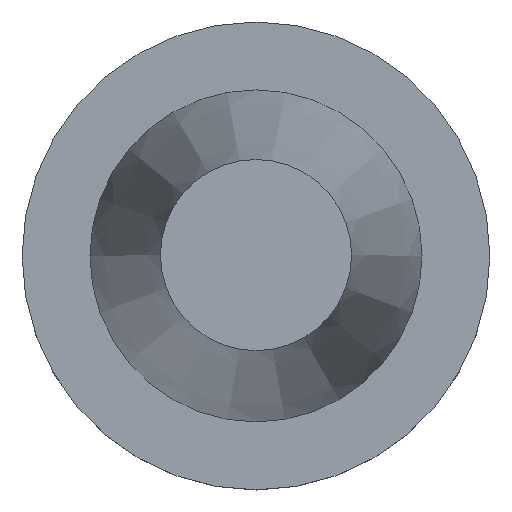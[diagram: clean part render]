
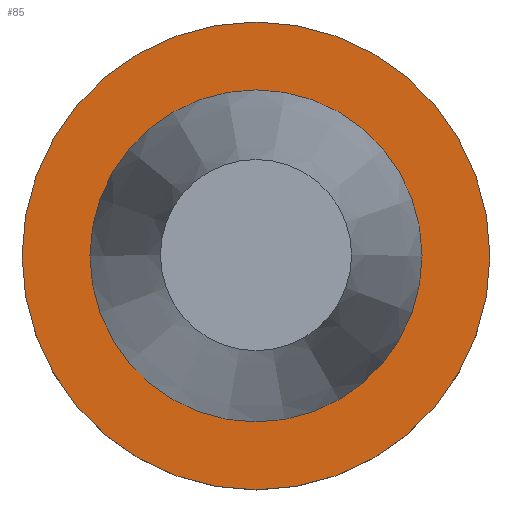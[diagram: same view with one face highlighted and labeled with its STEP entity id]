
A CAD part, top view. The second image highlights one B-rep face of the part: STEP entity #85.
In plain terms, the highlighted planar face has unit normal (0, 0, 1).
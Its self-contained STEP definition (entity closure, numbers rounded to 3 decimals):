
#67=FACE_BOUND('',#120,.T.);
#68=FACE_BOUND('',#121,.T.);
#85=ADVANCED_FACE('',(#67,#68),#93,.T.);
#93=PLANE('',#260);
#120=EDGE_LOOP('',(#150));
#121=EDGE_LOOP('',(#151));
#150=ORIENTED_EDGE('',*,*,#184,.T.);
#151=ORIENTED_EDGE('',*,*,#183,.F.);
#168=VERTEX_POINT('',#377);
#169=VERTEX_POINT('',#380);
#183=EDGE_CURVE('',#168,#168,#198,.T.);
#184=EDGE_CURVE('',#169,#169,#199,.T.);
#198=CIRCLE('',#257,49.21);
#199=CIRCLE('',#259,34.925);
#257=AXIS2_PLACEMENT_3D('',#376,#318,#319);
#259=AXIS2_PLACEMENT_3D('',#379,#322,#323);
#260=AXIS2_PLACEMENT_3D('',#381,#324,#325);
#318=DIRECTION('',(0.,0.,-1.));
#319=DIRECTION('',(-1.,0.,0.));
#322=DIRECTION('',(0.,0.,-1.));
#323=DIRECTION('',(-1.,0.,0.));
#324=DIRECTION('',(0.,0.,1.));
#325=DIRECTION('',(1.,0.,0.));
#376=CARTESIAN_POINT('',(0.,0.,-3.2));
#377=CARTESIAN_POINT('',(-49.21,0.,-3.2));
#379=CARTESIAN_POINT('',(0.,0.,-3.2));
#380=CARTESIAN_POINT('',(-34.925,0.,-3.2));
#381=CARTESIAN_POINT('',(34.797,34.797,-3.2));
